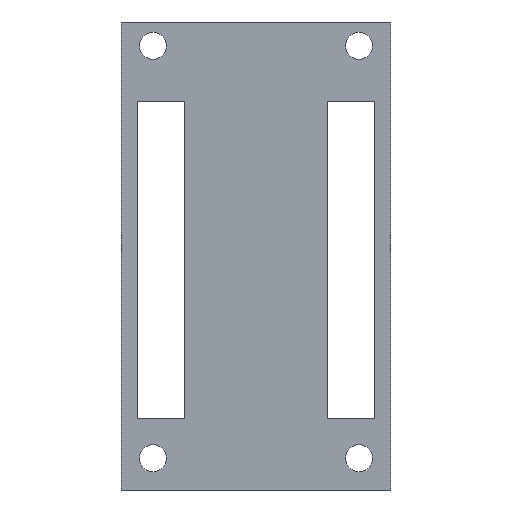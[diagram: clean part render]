
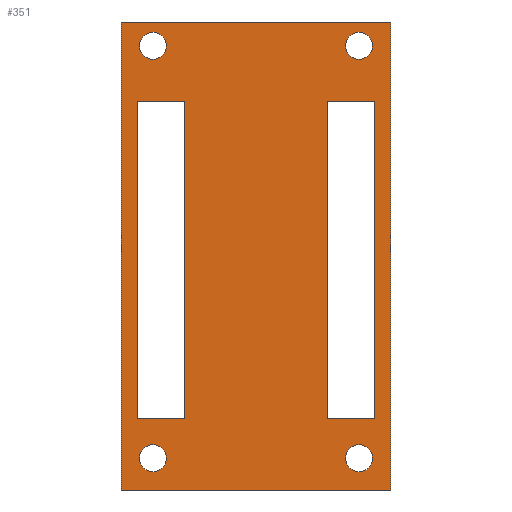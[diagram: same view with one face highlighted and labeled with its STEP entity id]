
A CAD part, front view. The second image highlights one B-rep face of the part: STEP entity #351.
In plain terms, the highlighted planar face has unit normal (0, -1, 0).
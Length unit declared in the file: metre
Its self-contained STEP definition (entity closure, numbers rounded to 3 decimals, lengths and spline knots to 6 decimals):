
#20=LINE('',#510,#56);
#21=LINE('',#513,#57);
#22=LINE('',#515,#58);
#23=LINE('',#517,#59);
#24=LINE('',#518,#60);
#25=LINE('',#521,#61);
#26=LINE('',#523,#62);
#27=LINE('',#525,#63);
#28=LINE('',#526,#64);
#29=LINE('',#529,#65);
#30=LINE('',#531,#66);
#31=LINE('',#533,#67);
#56=VECTOR('',#423,1.);
#57=VECTOR('',#424,1.);
#58=VECTOR('',#425,1.);
#59=VECTOR('',#426,1.);
#60=VECTOR('',#427,1.);
#61=VECTOR('',#428,1.);
#62=VECTOR('',#429,1.);
#63=VECTOR('',#430,1.);
#64=VECTOR('',#431,1.);
#65=VECTOR('',#432,1.);
#66=VECTOR('',#433,1.);
#67=VECTOR('',#434,1.);
#92=PLANE('',#384);
#108=ORIENTED_EDGE('',*,*,#195,.T.);
#109=ORIENTED_EDGE('',*,*,#196,.T.);
#110=ORIENTED_EDGE('',*,*,#197,.T.);
#111=ORIENTED_EDGE('',*,*,#198,.T.);
#112=ORIENTED_EDGE('',*,*,#199,.T.);
#113=ORIENTED_EDGE('',*,*,#200,.T.);
#114=ORIENTED_EDGE('',*,*,#201,.T.);
#115=ORIENTED_EDGE('',*,*,#202,.T.);
#116=ORIENTED_EDGE('',*,*,#203,.T.);
#117=ORIENTED_EDGE('',*,*,#204,.T.);
#118=ORIENTED_EDGE('',*,*,#205,.T.);
#119=ORIENTED_EDGE('',*,*,#206,.T.);
#120=ORIENTED_EDGE('',*,*,#207,.T.);
#121=ORIENTED_EDGE('',*,*,#208,.T.);
#122=ORIENTED_EDGE('',*,*,#209,.T.);
#123=ORIENTED_EDGE('',*,*,#210,.T.);
#195=EDGE_CURVE('',#239,#239,#271,.T.);
#196=EDGE_CURVE('',#240,#240,#272,.T.);
#197=EDGE_CURVE('',#241,#241,#273,.T.);
#198=EDGE_CURVE('',#242,#242,#274,.T.);
#199=EDGE_CURVE('',#243,#244,#20,.T.);
#200=EDGE_CURVE('',#244,#245,#21,.T.);
#201=EDGE_CURVE('',#245,#246,#22,.T.);
#202=EDGE_CURVE('',#246,#243,#23,.T.);
#203=EDGE_CURVE('',#247,#248,#24,.T.);
#204=EDGE_CURVE('',#248,#249,#25,.T.);
#205=EDGE_CURVE('',#249,#250,#26,.T.);
#206=EDGE_CURVE('',#250,#247,#27,.T.);
#207=EDGE_CURVE('',#251,#252,#28,.T.);
#208=EDGE_CURVE('',#252,#253,#29,.T.);
#209=EDGE_CURVE('',#253,#254,#30,.T.);
#210=EDGE_CURVE('',#254,#251,#31,.T.);
#239=VERTEX_POINT('',#502);
#240=VERTEX_POINT('',#505);
#241=VERTEX_POINT('',#507);
#242=VERTEX_POINT('',#509);
#243=VERTEX_POINT('',#511);
#244=VERTEX_POINT('',#512);
#245=VERTEX_POINT('',#514);
#246=VERTEX_POINT('',#516);
#247=VERTEX_POINT('',#519);
#248=VERTEX_POINT('',#520);
#249=VERTEX_POINT('',#522);
#250=VERTEX_POINT('',#524);
#251=VERTEX_POINT('',#527);
#252=VERTEX_POINT('',#528);
#253=VERTEX_POINT('',#530);
#254=VERTEX_POINT('',#532);
#271=CIRCLE('',#383,0.0017);
#272=CIRCLE('',#385,0.0017);
#273=CIRCLE('',#386,0.0017);
#274=CIRCLE('',#387,0.0017);
#280=EDGE_LOOP('',(#108));
#281=EDGE_LOOP('',(#109));
#282=EDGE_LOOP('',(#110));
#283=EDGE_LOOP('',(#111));
#284=EDGE_LOOP('',(#112,#113,#114,#115));
#285=EDGE_LOOP('',(#116,#117,#118,#119));
#286=EDGE_LOOP('',(#120,#121,#122,#123));
#314=FACE_BOUND('',#280,.T.);
#315=FACE_BOUND('',#281,.T.);
#316=FACE_BOUND('',#282,.T.);
#317=FACE_BOUND('',#283,.T.);
#318=FACE_BOUND('',#284,.T.);
#319=FACE_BOUND('',#285,.T.);
#320=FACE_BOUND('',#286,.T.);
#351=ADVANCED_FACE('',(#314,#315,#316,#317,#318,#319,#320),#92,.T.);
#383=AXIS2_PLACEMENT_3D('',#501,#413,#414);
#384=AXIS2_PLACEMENT_3D('',#503,#415,#416);
#385=AXIS2_PLACEMENT_3D('',#504,#417,#418);
#386=AXIS2_PLACEMENT_3D('',#506,#419,#420);
#387=AXIS2_PLACEMENT_3D('',#508,#421,#422);
#413=DIRECTION('',(0.,1.,0.));
#414=DIRECTION('',(1.,0.,0.));
#415=DIRECTION('',(0.,-1.,0.));
#416=DIRECTION('',(1.,0.,0.));
#417=DIRECTION('',(0.,1.,0.));
#418=DIRECTION('',(1.,0.,0.));
#419=DIRECTION('',(0.,1.,0.));
#420=DIRECTION('',(1.,0.,0.));
#421=DIRECTION('',(0.,1.,0.));
#422=DIRECTION('',(1.,0.,0.));
#423=DIRECTION('',(1.,0.,0.));
#424=DIRECTION('',(0.,0.,1.));
#425=DIRECTION('',(-1.,0.,0.));
#426=DIRECTION('',(0.,0.,-1.));
#427=DIRECTION('',(0.,0.,1.));
#428=DIRECTION('',(1.,0.,0.));
#429=DIRECTION('',(0.,0.,-1.));
#430=DIRECTION('',(-1.,0.,0.));
#431=DIRECTION('',(0.,0.,1.));
#432=DIRECTION('',(1.,0.,0.));
#433=DIRECTION('',(0.,0.,-1.));
#434=DIRECTION('',(-1.,0.,0.));
#501=CARTESIAN_POINT('',(0.013,-0.005,-0.0255));
#502=CARTESIAN_POINT('',(0.0147,-0.005,-0.0255));
#503=CARTESIAN_POINT('',(0.,-0.005,0.));
#504=CARTESIAN_POINT('',(-0.013,-0.005,0.0265));
#505=CARTESIAN_POINT('',(-0.0113,-0.005,0.0265));
#506=CARTESIAN_POINT('',(0.013,-0.005,0.0265));
#507=CARTESIAN_POINT('',(0.0147,-0.005,0.0265));
#508=CARTESIAN_POINT('',(-0.013,-0.005,-0.0255));
#509=CARTESIAN_POINT('',(-0.0113,-0.005,-0.0255));
#510=CARTESIAN_POINT('',(-0.017,-0.005,-0.0295));
#511=CARTESIAN_POINT('',(-0.017,-0.005,-0.0295));
#512=CARTESIAN_POINT('',(0.017,-0.005,-0.0295));
#513=CARTESIAN_POINT('',(0.017,-0.005,-0.0295));
#514=CARTESIAN_POINT('',(0.017,-0.005,0.0295));
#515=CARTESIAN_POINT('',(0.017,-0.005,0.0295));
#516=CARTESIAN_POINT('',(-0.017,-0.005,0.0295));
#517=CARTESIAN_POINT('',(-0.017,-0.005,0.0295));
#518=CARTESIAN_POINT('',(-0.015,-0.005,-0.0205));
#519=CARTESIAN_POINT('',(-0.015,-0.005,-0.0205));
#520=CARTESIAN_POINT('',(-0.015,-0.005,0.0195));
#521=CARTESIAN_POINT('',(-0.015,-0.005,0.0195));
#522=CARTESIAN_POINT('',(-0.009,-0.005,0.0195));
#523=CARTESIAN_POINT('',(-0.009,-0.005,0.0195));
#524=CARTESIAN_POINT('',(-0.009,-0.005,-0.0205));
#525=CARTESIAN_POINT('',(-0.009,-0.005,-0.0205));
#526=CARTESIAN_POINT('',(0.009,-0.005,-0.0205));
#527=CARTESIAN_POINT('',(0.009,-0.005,-0.0205));
#528=CARTESIAN_POINT('',(0.009,-0.005,0.0195));
#529=CARTESIAN_POINT('',(0.009,-0.005,0.0195));
#530=CARTESIAN_POINT('',(0.015,-0.005,0.0195));
#531=CARTESIAN_POINT('',(0.015,-0.005,0.0195));
#532=CARTESIAN_POINT('',(0.015,-0.005,-0.0205));
#533=CARTESIAN_POINT('',(0.015,-0.005,-0.0205));
